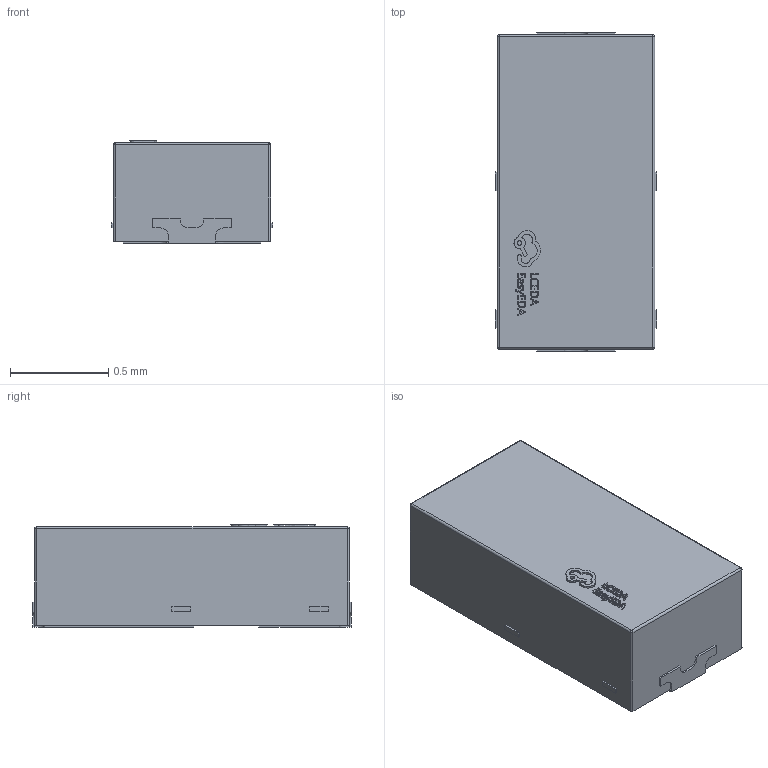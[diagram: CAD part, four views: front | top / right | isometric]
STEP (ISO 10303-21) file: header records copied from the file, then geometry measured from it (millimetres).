
FILE_DESCRIPTION (( 'STEP AP214' ), '1' );
FILE_NAME ('U-DFN1608-2_L1.6-W0.8-H0.5-RD.step', '2022-06-30T13:56:18', ( '' ), ( '' ), 'SwSTEP 2.0', 'SolidWorks 2020', '' );
FILE_SCHEMA (( 'AUTOMOTIVE_DESIGN' ));
Length unit declared in the file: millimetre
Products named in the file (1): U-DFN1608-2_L1.6-W0.8-H0.5-RD
Bounding box: 0.82 x 1.62 x 0.52 mm (x, y, z)
Volume: 0.6 mm3; surface area: 5 mm2
Topology: 1 solids, 1 shells, 373 faces, 1015 edges, 670 vertices
Faces by surface type: plane 237, bspline 112, cylinder 20, sphere 4
Entity records: 16331 total; most frequent: CARTESIAN_POINT 4159, ORIENTED_EDGE 2022, DIRECTION 1347, EDGE_CURVE 1011, LINE 743, VECTOR 743, VERTEX_POINT 670, EDGE_LOOP 403
